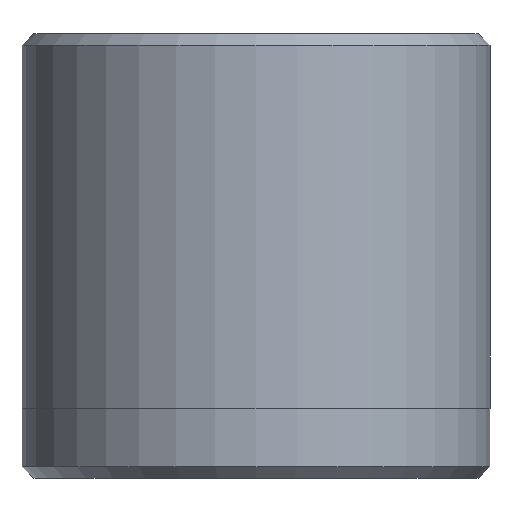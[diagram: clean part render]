
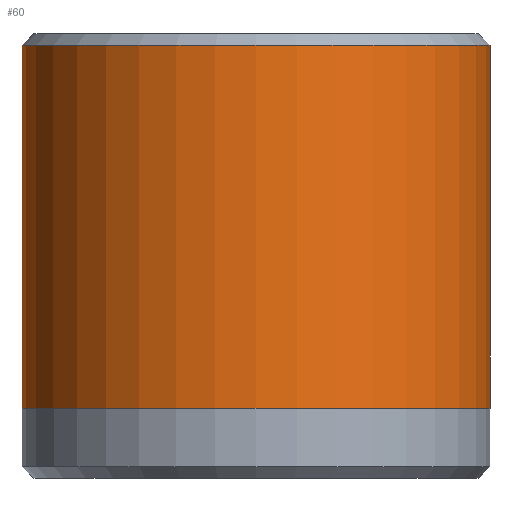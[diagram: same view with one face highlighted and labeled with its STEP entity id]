
A CAD part, front view. The second image highlights one B-rep face of the part: STEP entity #60.
In plain terms, the highlighted cylindrical face has radius 10 mm (diameter 20 mm), a partial arc.
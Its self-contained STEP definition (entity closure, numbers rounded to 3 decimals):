
#24 = ORIENTED_EDGE ( 'NONE', *, *, #549, .T. ) ;
#47 = AXIS2_PLACEMENT_3D ( 'NONE', #1445, #603, #1318 ) ;
#60 = ADVANCED_FACE ( 'NONE', ( #165 ), #1431, .T. ) ;
#77 = AXIS2_PLACEMENT_3D ( 'NONE', #376, #1230, #495 ) ;
#120 = DIRECTION ( 'NONE',  ( 0., 0., -1. ) ) ;
#142 = VECTOR ( 'NONE', #120, 1000. ) ;
#165 = FACE_OUTER_BOUND ( 'NONE', #919, .T. ) ;
#185 = VECTOR ( 'NONE', #854, 1000. ) ;
#293 = CARTESIAN_POINT ( 'NONE',  ( 10., 0., 3. ) ) ;
#339 = ORIENTED_EDGE ( 'NONE', *, *, #521, .F. ) ;
#376 = CARTESIAN_POINT ( 'NONE',  ( 0., 0., 18.5 ) ) ;
#426 = ORIENTED_EDGE ( 'NONE', *, *, #547, .T. ) ;
#483 = CIRCLE ( 'NONE', #77, 10. ) ;
#495 = DIRECTION ( 'NONE',  ( 1., 0., 0. ) ) ;
#521 = EDGE_CURVE ( 'NONE', #965, #951, #1504, .T. ) ;
#547 = EDGE_CURVE ( 'NONE', #645, #712, #800, .T. ) ;
#549 = EDGE_CURVE ( 'NONE', #965, #645, #483, .T. ) ;
#559 = EDGE_CURVE ( 'NONE', #951, #712, #1562, .T. ) ;
#582 = AXIS2_PLACEMENT_3D ( 'NONE', #632, #1468, #756 ) ;
#583 = CARTESIAN_POINT ( 'NONE',  ( -10., 0., 3. ) ) ;
#603 = DIRECTION ( 'NONE',  ( 0., 0., -1. ) ) ;
#632 = CARTESIAN_POINT ( 'NONE',  ( 0., 0., 3. ) ) ;
#645 = VERTEX_POINT ( 'NONE', #1172 ) ;
#712 = VERTEX_POINT ( 'NONE', #583 ) ;
#734 = ORIENTED_EDGE ( 'NONE', *, *, #559, .F. ) ;
#742 = CARTESIAN_POINT ( 'NONE',  ( 10., 0., 19. ) ) ;
#756 = DIRECTION ( 'NONE',  ( -1., 0., 0. ) ) ;
#800 = LINE ( 'NONE', #862, #142 ) ;
#854 = DIRECTION ( 'NONE',  ( 0., 0., -1. ) ) ;
#862 = CARTESIAN_POINT ( 'NONE',  ( -10., 0., 19. ) ) ;
#919 = EDGE_LOOP ( 'NONE', ( #339, #24, #426, #734 ) ) ;
#951 = VERTEX_POINT ( 'NONE', #293 ) ;
#965 = VERTEX_POINT ( 'NONE', #1032 ) ;
#1032 = CARTESIAN_POINT ( 'NONE',  ( 10., 0., 18.5 ) ) ;
#1172 = CARTESIAN_POINT ( 'NONE',  ( -10., 0., 18.5 ) ) ;
#1230 = DIRECTION ( 'NONE',  ( 0., 0., -1. ) ) ;
#1318 = DIRECTION ( 'NONE',  ( -1., 0., 0. ) ) ;
#1431 = CYLINDRICAL_SURFACE ( 'NONE', #47, 10. ) ;
#1445 = CARTESIAN_POINT ( 'NONE',  ( 0., 0., 19. ) ) ;
#1468 = DIRECTION ( 'NONE',  ( 0., 0., -1. ) ) ;
#1504 = LINE ( 'NONE', #742, #185 ) ;
#1562 = CIRCLE ( 'NONE', #582, 10. ) ;
